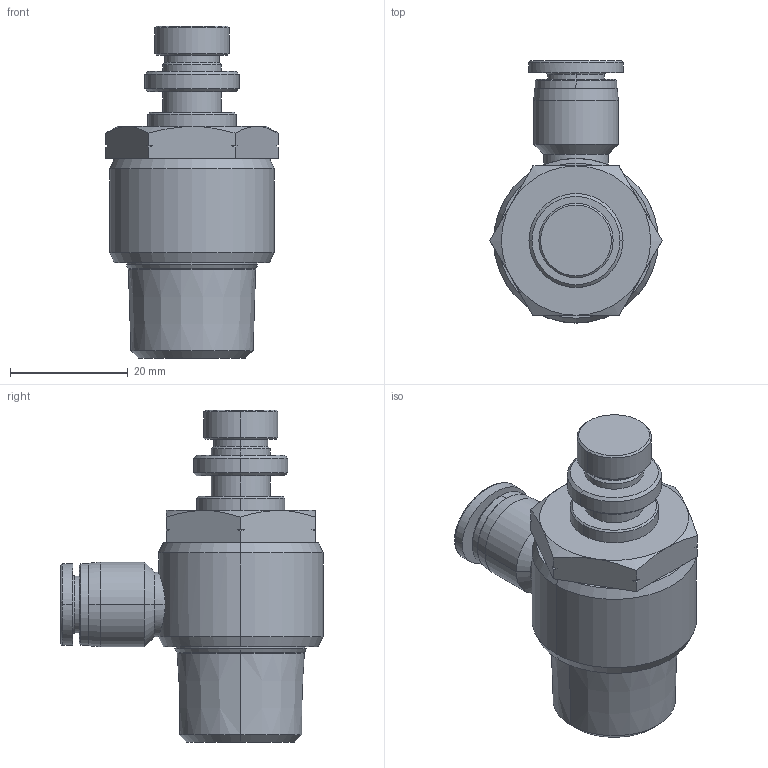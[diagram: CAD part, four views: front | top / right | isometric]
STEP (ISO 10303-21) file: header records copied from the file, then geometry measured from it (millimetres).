
FILE_DESCRIPTION((''),'2;1');
FILE_NAME('NSE5-16N04-MDT.stp','2017-07-07T16:51:10',(''),(''),'Mechanical Desktop 2009','Mechanical Desktop 2009',', , ');
FILE_SCHEMA(('CONFIG_CONTROL_DESIGN'));
Length unit declared in the file: millimetre
Products named in the file (8): NSE5-16N04-MDT; PART1; 1621 90 0814(NSE 0804); ~~~~PART1; ~~~PART1; A$C566766BB; 1; LOCK
Assembly tree (7 placements, depth 3):
  NSE5-16N04-MDT
    PART1
    1621 90 0814(NSE 0804)
      ~~~~PART1
      ~~~PART1
    A$C566766BB
    1
      LOCK
Bounding box: 29.33 x 44.6 x 56.5 mm (x, y, z)
Volume: 23304.3 mm3; surface area: 8673.5 mm2
Topology: 4 solids, 4 shells, 109 faces, 231 edges, 139 vertices
Faces by surface type: cone 48, cylinder 32, plane 24, bspline 5
Entity records: 3435 total; most frequent: CARTESIAN_POINT 957, DIRECTION 518, ORIENTED_EDGE 462, EDGE_CURVE 231, AXIS2_PLACEMENT_3D 218, VERTEX_POINT 139, EDGE_LOOP 120, FACE_OUTER_BOUND 109
